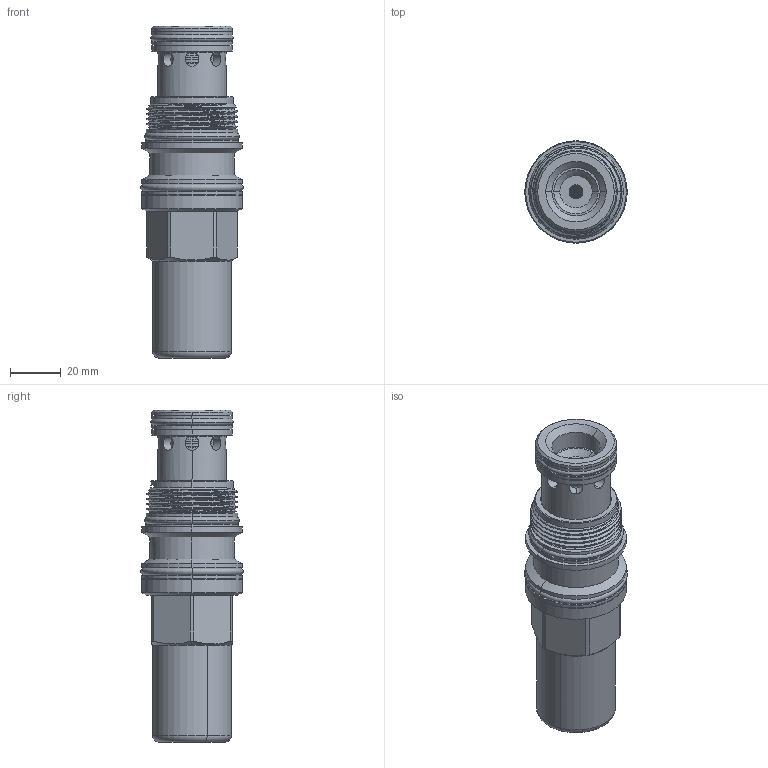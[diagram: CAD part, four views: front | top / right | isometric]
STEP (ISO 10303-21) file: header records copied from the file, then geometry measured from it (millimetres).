
FILE_DESCRIPTION (( 'STEP AP203' ), '1' );
FILE_NAME ('SP17A30-C.STEP', '2020-03-25T01:45:22', ( '' ), ( '' ), 'SwSTEP 2.0', 'SolidWorks 2018', '' );
FILE_SCHEMA (( 'CONFIG_CONTROL_DESIGN' ));
Length unit declared in the file: millimetre
Products named in the file (1): SP17A30-C
Bounding box: 40.39 x 40.39 x 130.95 mm (x, y, z)
Volume: 93329.4 mm3; surface area: 32127.3 mm2
Topology: 9 solids, 9 shells, 799 faces, 2231 edges, 1396 vertices
Faces by surface type: cylinder 607, plane 82, cone 53, torus 44, bspline 9, sphere 4
Entity records: 57593 total; most frequent: CARTESIAN_POINT 38081, ORIENTED_EDGE 4458, DIRECTION 3224, EDGE_CURVE 2229, VERTEX_POINT 1396, AXIS2_PLACEMENT_3D 1279, EDGE_LOOP 1205, B_SPLINE_CURVE_WITH_KNOTS 1010
